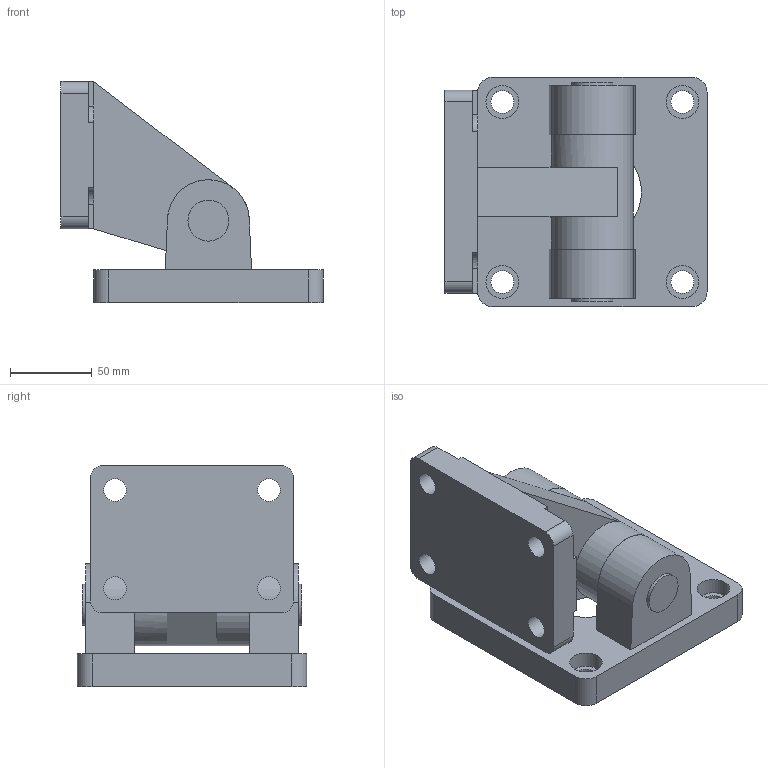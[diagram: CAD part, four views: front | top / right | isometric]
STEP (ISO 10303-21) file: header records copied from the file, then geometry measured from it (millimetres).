
FILE_DESCRIPTION((''),'2;1');
FILE_NAME('1380_125_35F.stp','2006-07-12T14:02:08',('rivolro1'),(''),'Autodesk Inventor 11','Autodesk Inventor 11','');
FILE_SCHEMA(('AUTOMOTIVE_DESIGN { 1 0 10303 214 1 1 1 1 }'));
Length unit declared in the file: millimetre
Products named in the file (3): 1380_125_35F; 1380_125_35F(A); 1320_125_35F(B)
Assembly tree (2 placements, depth 2):
  1380_125_35F
    1380_125_35F(A)
    1320_125_35F(B)
Bounding box: 160 x 140 x 135 mm (x, y, z)
Volume: 936983.2 mm3; surface area: 131158.6 mm2
Topology: 2 solids, 2 shells, 77 faces, 195 edges, 130 vertices
Faces by surface type: plane 41, cylinder 18, bspline 18
Full cylindrical faces by diameter (mm): 25 x3, 50 x1
Entity records: 2495 total; most frequent: CARTESIAN_POINT 626, DIRECTION 364, ORIENTED_EDGE 340, EDGE_CURVE 170, AXIS2_PLACEMENT_3D 130, EDGE_LOOP 126, VERTEX_POINT 124, VECTOR 104
